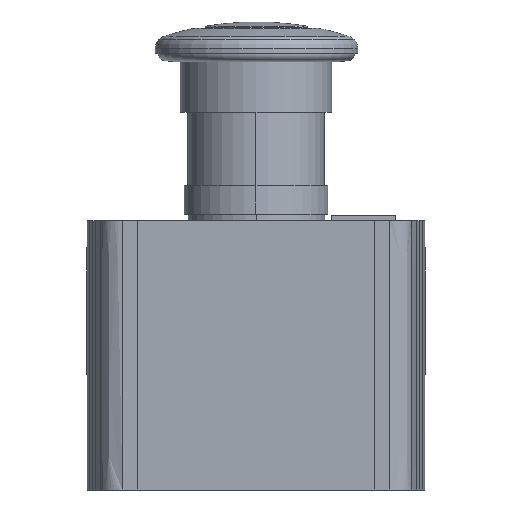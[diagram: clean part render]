
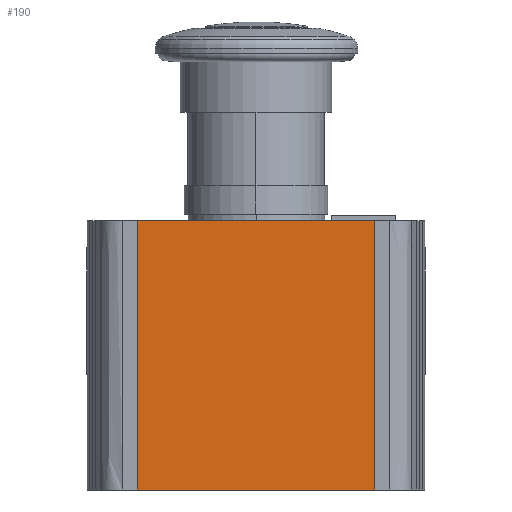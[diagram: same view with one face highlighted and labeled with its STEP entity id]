
A CAD part, left-side view. The second image highlights one B-rep face of the part: STEP entity #190.
In plain terms, the highlighted planar face has unit normal (-1, 0, 0).
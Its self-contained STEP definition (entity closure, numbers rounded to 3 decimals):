
#190=ADVANCED_FACE('',(#464),#465,.T.);
#464=FACE_OUTER_BOUND('',#971,.T.);
#465=PLANE('',#972);
#971=EDGE_LOOP('',(#1959,#1960,#1961,#1962));
#972=AXIS2_PLACEMENT_3D('',#1963,#1964,#1965);
#1959=ORIENTED_EDGE('',*,*,#3719,.T.);
#1960=ORIENTED_EDGE('',*,*,#3684,.T.);
#1961=ORIENTED_EDGE('',*,*,#3720,.F.);
#1962=ORIENTED_EDGE('',*,*,#3610,.F.);
#1963=CARTESIAN_POINT('',(-39.218,70.94,11.496));
#1964=DIRECTION('',(-1.0,0.0,0.0));
#1965=DIRECTION('',(0.0,0.0,1.0));
#3610=EDGE_CURVE('',#4256,#4258,#4259,.T.);
#3684=EDGE_CURVE('',#4388,#4386,#4389,.T.);
#3719=EDGE_CURVE('',#4256,#4388,#4437,.T.);
#3720=EDGE_CURVE('',#4258,#4386,#4438,.T.);
#4256=VERTEX_POINT('',#5352);
#4258=VERTEX_POINT('',#5359);
#4259=LINE('',#5360,#5361);
#4386=VERTEX_POINT('',#5714);
#4388=VERTEX_POINT('',#5721);
#4389=LINE('',#5722,#5723);
#4437=LINE('',#5820,#5821);
#4438=LINE('',#5822,#5823);
#5352=CARTESIAN_POINT('',(-39.218,70.94,11.496));
#5359=CARTESIAN_POINT('',(-39.218,23.84,11.496));
#5360=CARTESIAN_POINT('',(-39.218,70.94,11.496));
#5361=VECTOR('',#7326,47.1);
#5714=CARTESIAN_POINT('',(-39.218,23.84,-41.904));
#5721=CARTESIAN_POINT('',(-39.218,70.94,-41.904));
#5722=CARTESIAN_POINT('',(-39.218,70.94,-41.904));
#5723=VECTOR('',#7369,47.1);
#5820=CARTESIAN_POINT('',(-39.218,70.94,11.496));
#5821=VECTOR('',#7418,53.4);
#5822=CARTESIAN_POINT('',(-39.218,23.84,11.496));
#5823=VECTOR('',#7419,53.4);
#7326=DIRECTION('',(0.0,-1.0,0.0));
#7369=DIRECTION('',(0.0,-1.0,0.0));
#7418=DIRECTION('',(0.0,0.0,-1.0));
#7419=DIRECTION('',(0.0,0.0,-1.0));
